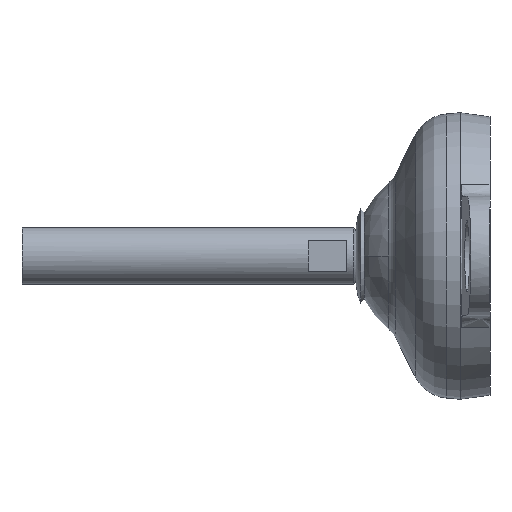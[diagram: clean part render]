
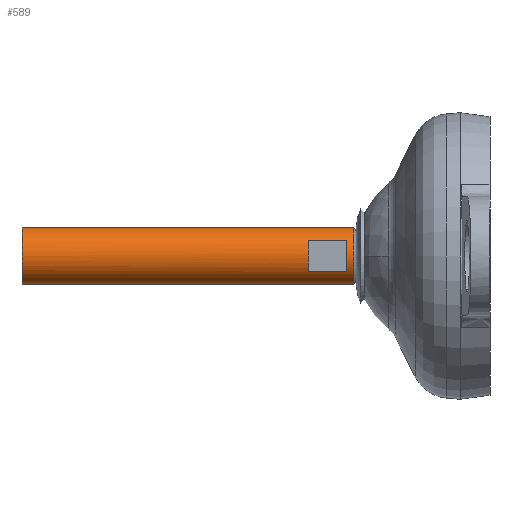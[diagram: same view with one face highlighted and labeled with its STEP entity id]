
A CAD part, left-side view. The second image highlights one B-rep face of the part: STEP entity #589.
In plain terms, the highlighted cylindrical face has radius 6 mm (diameter 12 mm), a partial arc.
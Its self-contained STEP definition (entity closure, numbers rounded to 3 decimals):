
#4 = VERTEX_POINT ( 'NONE', #1727 ) ;
#28 = EDGE_CURVE ( 'NONE', #1206, #1162, #851, .T. ) ;
#62 = ORIENTED_EDGE ( 'NONE', *, *, #1076, .T. ) ;
#85 = EDGE_CURVE ( 'NONE', #298, #848, #165, .T. ) ;
#86 = EDGE_LOOP ( 'NONE', ( #1090, #1159, #1208, #468 ) ) ;
#98 = AXIS2_PLACEMENT_3D ( 'NONE', #681, #1471, #1213 ) ;
#147 = CARTESIAN_POINT ( 'NONE',  ( 0., 38., 0. ) ) ;
#165 = LINE ( 'NONE', #564, #1355 ) ;
#194 = VERTEX_POINT ( 'NONE', #748 ) ;
#241 = CARTESIAN_POINT ( 'NONE',  ( 0., 98., -6. ) ) ;
#262 = CIRCLE ( 'NONE', #368, 6. ) ;
#286 = DIRECTION ( 'NONE',  ( 0., -1., 0. ) ) ;
#289 = DIRECTION ( 'NONE',  ( 0., 1., 0. ) ) ;
#298 = VERTEX_POINT ( 'NONE', #1164 ) ;
#305 = DIRECTION ( 'NONE',  ( 0., -1., 0. ) ) ;
#319 = CARTESIAN_POINT ( 'NONE',  ( -5., 30., -3.317 ) ) ;
#333 = CARTESIAN_POINT ( 'NONE',  ( 0., 28.5, -6. ) ) ;
#368 = AXIS2_PLACEMENT_3D ( 'NONE', #971, #1099, #847 ) ;
#383 = DIRECTION ( 'NONE',  ( 0., 0., -1. ) ) ;
#468 = ORIENTED_EDGE ( 'NONE', *, *, #1321, .T. ) ;
#490 = EDGE_CURVE ( 'NONE', #4, #298, #1703, .T. ) ;
#564 = CARTESIAN_POINT ( 'NONE',  ( -5., 0., 3.317 ) ) ;
#589 = ADVANCED_FACE ( 'NONE', ( #965, #668 ), #1435, .T. ) ;
#626 = AXIS2_PLACEMENT_3D ( 'NONE', #1066, #1171, #383 ) ;
#668 = FACE_BOUND ( 'NONE', #86, .T. ) ;
#676 = VERTEX_POINT ( 'NONE', #319 ) ;
#681 = CARTESIAN_POINT ( 'NONE',  ( 0., 30., 0. ) ) ;
#725 = ORIENTED_EDGE ( 'NONE', *, *, #1379, .F. ) ;
#748 = CARTESIAN_POINT ( 'NONE',  ( 0., 98., 6. ) ) ;
#752 = EDGE_CURVE ( 'NONE', #1482, #1162, #1328, .T. ) ;
#754 = DIRECTION ( 'NONE',  ( 0., 0., -1. ) ) ;
#761 = CARTESIAN_POINT ( 'NONE',  ( -5., 30., 3.317 ) ) ;
#792 = DIRECTION ( 'NONE',  ( 0., 1., 0. ) ) ;
#798 = ORIENTED_EDGE ( 'NONE', *, *, #752, .F. ) ;
#817 = DIRECTION ( 'NONE',  ( 0., 0., 1. ) ) ;
#831 = DIRECTION ( 'NONE',  ( 0., -1., 0. ) ) ;
#841 = CIRCLE ( 'NONE', #98, 6. ) ;
#847 = DIRECTION ( 'NONE',  ( 0., 0., -1. ) ) ;
#848 = VERTEX_POINT ( 'NONE', #761 ) ;
#851 = LINE ( 'NONE', #1111, #1215 ) ;
#944 = AXIS2_PLACEMENT_3D ( 'NONE', #1529, #1419, #754 ) ;
#965 = FACE_OUTER_BOUND ( 'NONE', #988, .T. ) ;
#971 = CARTESIAN_POINT ( 'NONE',  ( 0., 98., 0. ) ) ;
#988 = EDGE_LOOP ( 'NONE', ( #725, #62, #1124, #798 ) ) ;
#1018 = CARTESIAN_POINT ( 'NONE',  ( 0., 28.5, 6. ) ) ;
#1066 = CARTESIAN_POINT ( 'NONE',  ( 0., 0., 0. ) ) ;
#1076 = EDGE_CURVE ( 'NONE', #194, #1206, #262, .T. ) ;
#1090 = ORIENTED_EDGE ( 'NONE', *, *, #1204, .T. ) ;
#1099 = DIRECTION ( 'NONE',  ( 0., -1., 0. ) ) ;
#1111 = CARTESIAN_POINT ( 'NONE',  ( 0., 0., -6. ) ) ;
#1124 = ORIENTED_EDGE ( 'NONE', *, *, #28, .T. ) ;
#1159 = ORIENTED_EDGE ( 'NONE', *, *, #490, .T. ) ;
#1162 = VERTEX_POINT ( 'NONE', #333 ) ;
#1164 = CARTESIAN_POINT ( 'NONE',  ( -5., 38., 3.317 ) ) ;
#1171 = DIRECTION ( 'NONE',  ( 0., -1., 0. ) ) ;
#1204 = EDGE_CURVE ( 'NONE', #676, #4, #1564, .T. ) ;
#1206 = VERTEX_POINT ( 'NONE', #241 ) ;
#1207 = CARTESIAN_POINT ( 'NONE',  ( 0., 0., 6. ) ) ;
#1208 = ORIENTED_EDGE ( 'NONE', *, *, #85, .T. ) ;
#1213 = DIRECTION ( 'NONE',  ( 0., 0., -1. ) ) ;
#1215 = VECTOR ( 'NONE', #286, 1000. ) ;
#1321 = EDGE_CURVE ( 'NONE', #848, #676, #841, .T. ) ;
#1328 = CIRCLE ( 'NONE', #944, 6. ) ;
#1355 = VECTOR ( 'NONE', #831, 1000. ) ;
#1379 = EDGE_CURVE ( 'NONE', #194, #1482, #1638, .T. ) ;
#1419 = DIRECTION ( 'NONE',  ( 0., -1., 0. ) ) ;
#1422 = VECTOR ( 'NONE', #792, 1000. ) ;
#1432 = CARTESIAN_POINT ( 'NONE',  ( -5., 0., -3.317 ) ) ;
#1435 = CYLINDRICAL_SURFACE ( 'NONE', #626, 6. ) ;
#1449 = VECTOR ( 'NONE', #305, 1000. ) ;
#1471 = DIRECTION ( 'NONE',  ( 0., -1., 0. ) ) ;
#1482 = VERTEX_POINT ( 'NONE', #1018 ) ;
#1529 = CARTESIAN_POINT ( 'NONE',  ( 0., 28.5, 0. ) ) ;
#1564 = LINE ( 'NONE', #1432, #1422 ) ;
#1638 = LINE ( 'NONE', #1207, #1449 ) ;
#1676 = AXIS2_PLACEMENT_3D ( 'NONE', #147, #289, #817 ) ;
#1703 = CIRCLE ( 'NONE', #1676, 6. ) ;
#1727 = CARTESIAN_POINT ( 'NONE',  ( -5., 38., -3.317 ) ) ;
